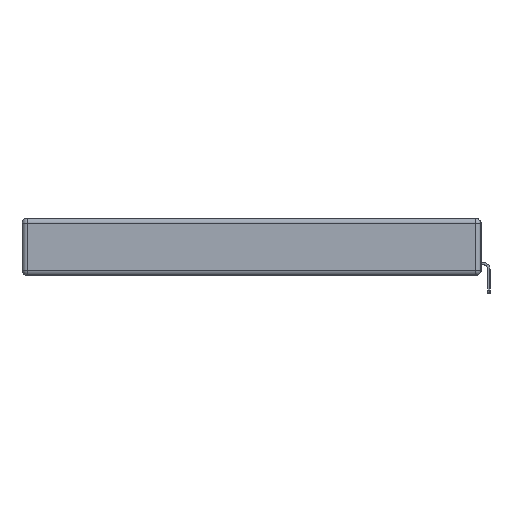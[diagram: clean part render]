
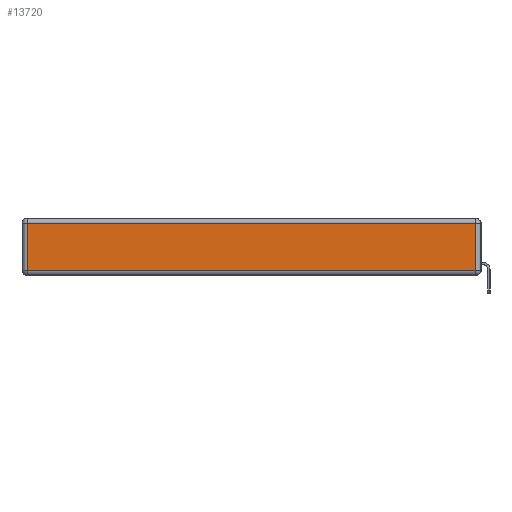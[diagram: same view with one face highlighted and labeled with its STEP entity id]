
A CAD part, left-side view. The second image highlights one B-rep face of the part: STEP entity #13720.
In plain terms, the highlighted planar face has unit normal (-1, 0, 0).
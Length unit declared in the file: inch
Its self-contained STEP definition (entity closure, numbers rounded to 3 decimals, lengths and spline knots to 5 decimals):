
#593 = CARTESIAN_POINT ( 'NONE',  ( 0., 0., -0.343 ) ) ;
#1650 = DIRECTION ( 'NONE',  ( 0., 0., -1. ) ) ;
#2053 = EDGE_LOOP ( 'NONE', ( #6716, #4236, #2189, #13732 ) ) ;
#2189 = ORIENTED_EDGE ( 'NONE', *, *, #6689, .T. ) ;
#2617 = VERTEX_POINT ( 'NONE', #8425 ) ;
#2710 = VECTOR ( 'NONE', #15911, 39.37008 ) ;
#4109 = EDGE_CURVE ( 'NONE', #13618, #16141, #4423, .T. ) ;
#4236 = ORIENTED_EDGE ( 'NONE', *, *, #7927, .T. ) ;
#4423 = LINE ( 'NONE', #8093, #9494 ) ;
#4437 = FACE_OUTER_BOUND ( 'NONE', #2053, .T. ) ;
#5940 = CARTESIAN_POINT ( 'NONE',  ( 0., 0.03, -0.343 ) ) ;
#5954 = VERTEX_POINT ( 'NONE', #12900 ) ;
#6689 = EDGE_CURVE ( 'NONE', #2617, #13618, #12448, .T. ) ;
#6716 = ORIENTED_EDGE ( 'NONE', *, *, #12912, .T. ) ;
#7927 = EDGE_CURVE ( 'NONE', #5954, #2617, #14681, .T. ) ;
#8093 = CARTESIAN_POINT ( 'NONE',  ( 0., 2.72, -0.343 ) ) ;
#8425 = CARTESIAN_POINT ( 'NONE',  ( 0., 0.03, -0.03 ) ) ;
#9072 = AXIS2_PLACEMENT_3D ( 'NONE', #593, #13081, #11854 ) ;
#9494 = VECTOR ( 'NONE', #1650, 39.37008 ) ;
#11051 = CARTESIAN_POINT ( 'NONE',  ( 0., 2.75, -0.03 ) ) ;
#11292 = DIRECTION ( 'NONE',  ( 0., 1., 0. ) ) ;
#11645 = VECTOR ( 'NONE', #15443, 39.37008 ) ;
#11823 = VECTOR ( 'NONE', #11292, 39.37008 ) ;
#11854 = DIRECTION ( 'NONE',  ( 0., 0., 1. ) ) ;
#12448 = LINE ( 'NONE', #11051, #11823 ) ;
#12900 = CARTESIAN_POINT ( 'NONE',  ( 0., 0.03, -0.313 ) ) ;
#12912 = EDGE_CURVE ( 'NONE', #16141, #5954, #14134, .T. ) ;
#13081 = DIRECTION ( 'NONE',  ( -1., 0., 0. ) ) ;
#13618 = VERTEX_POINT ( 'NONE', #16142 ) ;
#13720 = ADVANCED_FACE ( 'NONE', ( #4437 ), #14470, .T. ) ;
#13732 = ORIENTED_EDGE ( 'NONE', *, *, #4109, .T. ) ;
#13786 = CARTESIAN_POINT ( 'NONE',  ( 0., 2.72, -0.313 ) ) ;
#14134 = LINE ( 'NONE', #14367, #11645 ) ;
#14367 = CARTESIAN_POINT ( 'NONE',  ( 0., 0., -0.313 ) ) ;
#14470 = PLANE ( 'NONE',  #9072 ) ;
#14681 = LINE ( 'NONE', #5940, #2710 ) ;
#15443 = DIRECTION ( 'NONE',  ( 0., -1., 0. ) ) ;
#15911 = DIRECTION ( 'NONE',  ( 0., 0., 1. ) ) ;
#16141 = VERTEX_POINT ( 'NONE', #13786 ) ;
#16142 = CARTESIAN_POINT ( 'NONE',  ( 0., 2.72, -0.03 ) ) ;
